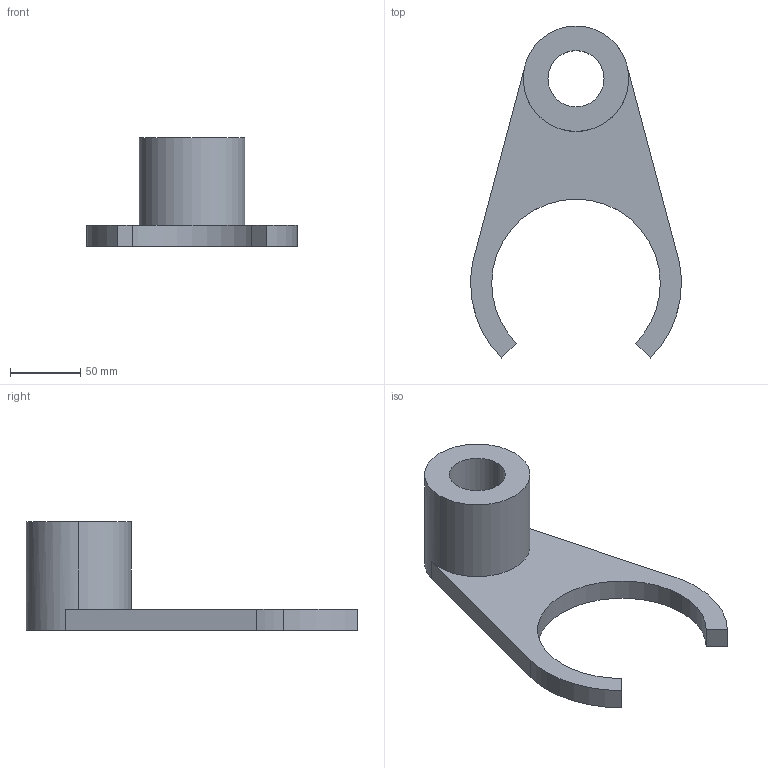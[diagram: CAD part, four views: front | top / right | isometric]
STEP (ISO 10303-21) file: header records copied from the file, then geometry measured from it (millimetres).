
FILE_DESCRIPTION(('produced by SPATIAL CORP'),'2;1');
FILE_NAME( 'shift_fork.prt.hh.sat.stp','2002-04-19T14:13:29+00:00',('SPATIAL CORP'),('SPATIAL CORP'), 'ACIS STEP Husk','http://www.spatial.com','SPATIAL CORP');
FILE_SCHEMA(('CONFIG_CONTROL_DESIGN'));
Length unit declared in the file: millimetre
Products named in the file (1): PRODUCT_ID_1
Bounding box: 150 x 236.13 x 77.5 mm (x, y, z)
Volume: 404793 mm3; surface area: 64833.2 mm2
Topology: 1 solids, 1 shells, 18 faces, 48 edges, 32 vertices
Faces by surface type: cylinder 11, plane 7
Entity records: 622 total; most frequent: CARTESIAN_POINT 113, ORIENTED_EDGE 96, DIRECTION 80, EDGE_CURVE 48, VERTEX_POINT 32, AXIS2_PLACEMENT_3D 29, VECTOR 22, LINE 22
